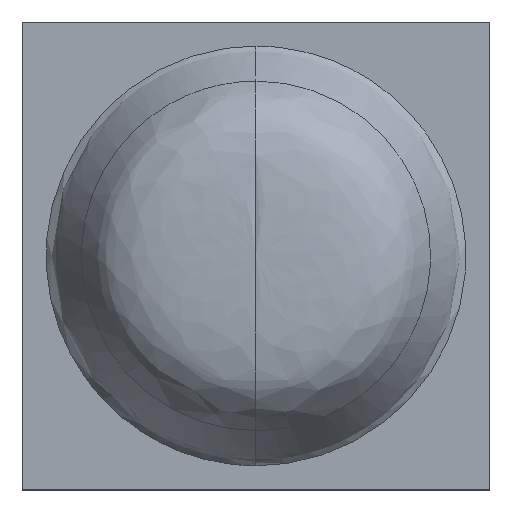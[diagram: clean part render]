
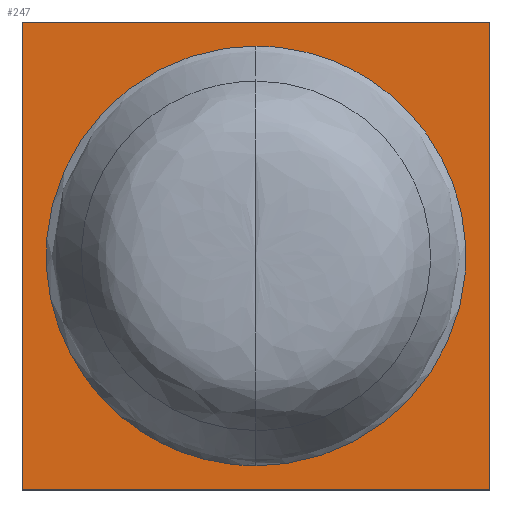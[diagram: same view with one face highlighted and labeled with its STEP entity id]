
A CAD part, top view. The second image highlights one B-rep face of the part: STEP entity #247.
In plain terms, the highlighted planar face has unit normal (0, 0, 1).
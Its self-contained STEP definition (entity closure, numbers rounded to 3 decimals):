
#41 = DIRECTION ( 'NONE',  ( 1., 0., 0. ) ) ;
#46 = CARTESIAN_POINT ( 'NONE',  ( -3.364, 1.682, 0. ) ) ;
#59 = CARTESIAN_POINT ( 'NONE',  ( -1.875, 1.875, 0. ) ) ;
#122 = LINE ( 'NONE', #806, #307 ) ;
#135 = EDGE_CURVE ( 'NONE', #623, #350, #160, .T. ) ;
#160 = LINE ( 'NONE', #781, #265 ) ;
#184 = VERTEX_POINT ( 'NONE', #647 ) ;
#191 = ORIENTED_EDGE ( 'NONE', *, *, #135, .F. ) ;
#192 = DIRECTION ( 'NONE',  ( -1., 0., 0. ) ) ;
#210 =( BOUNDED_CURVE ( )  B_SPLINE_CURVE ( 3, ( #721, #46, #598, #861 ),
 .UNSPECIFIED., .F., .F. ) 
 B_SPLINE_CURVE_WITH_KNOTS ( ( 4, 4 ),
 ( 0., 1. ),
 .UNSPECIFIED. ) 
 CURVE ( )  GEOMETRIC_REPRESENTATION_ITEM ( )  RATIONAL_B_SPLINE_CURVE ( ( 1.445, 0.482, 0.482, 1.445 ) ) 
 REPRESENTATION_ITEM ( '' )  );
#236 = EDGE_CURVE ( 'NONE', #716, #623, #692, .T. ) ;
#247 = ADVANCED_FACE ( 'NONE', ( #587, #601 ), #248, .F. ) ;
#248 = PLANE ( 'NONE',  #730 ) ;
#253 = VECTOR ( 'NONE', #378, 1000. ) ;
#265 = VECTOR ( 'NONE', #41, 1000. ) ;
#267 = ORIENTED_EDGE ( 'NONE', *, *, #236, .F. ) ;
#285 = CARTESIAN_POINT ( 'NONE',  ( 1.875, 1.875, 0. ) ) ;
#307 = VECTOR ( 'NONE', #192, 1000. ) ;
#324 = CARTESIAN_POINT ( 'NONE',  ( -1.875, 1.875, 0. ) ) ;
#339 = CARTESIAN_POINT ( 'NONE',  ( 3.364, 1.682, 0. ) ) ;
#342 = CARTESIAN_POINT ( 'NONE',  ( 0., 1.682, 0. ) ) ;
#350 = VERTEX_POINT ( 'NONE', #285 ) ;
#378 = DIRECTION ( 'NONE',  ( 0., -1., 0. ) ) ;
#405 = CARTESIAN_POINT ( 'NONE',  ( 0., -1.682, 0. ) ) ;
#415 = ORIENTED_EDGE ( 'NONE', *, *, #709, .F. ) ;
#443 = CARTESIAN_POINT ( 'NONE',  ( 1.875, 1.875, 0. ) ) ;
#488 = EDGE_CURVE ( 'NONE', #350, #717, #835, .T. ) ;
#493 = EDGE_LOOP ( 'NONE', ( #415, #577 ) ) ;
#531 = CARTESIAN_POINT ( 'NONE',  ( 1.875, -1.875, 0. ) ) ;
#540 = CARTESIAN_POINT ( 'NONE',  ( 1.875, -1.875, 0. ) ) ;
#546 = EDGE_LOOP ( 'NONE', ( #715, #687, #191, #267 ) ) ;
#577 = ORIENTED_EDGE ( 'NONE', *, *, #605, .F. ) ;
#587 = FACE_BOUND ( 'NONE', #493, .T. ) ;
#598 = CARTESIAN_POINT ( 'NONE',  ( -3.364, -1.682, 0. ) ) ;
#601 = FACE_OUTER_BOUND ( 'NONE', #546, .T. ) ;
#605 = EDGE_CURVE ( 'NONE', #184, #749, #210, .T. ) ;
#623 = VERTEX_POINT ( 'NONE', #324 ) ;
#647 = CARTESIAN_POINT ( 'NONE',  ( 0., 1.682, 0. ) ) ;
#654 = EDGE_CURVE ( 'NONE', #717, #716, #122, .T. ) ;
#656 = DIRECTION ( 'NONE',  ( 0., 1., 0. ) ) ;
#687 = ORIENTED_EDGE ( 'NONE', *, *, #488, .F. ) ;
#692 = LINE ( 'NONE', #59, #772 ) ;
#709 = EDGE_CURVE ( 'NONE', #749, #184, #752, .T. ) ;
#715 = ORIENTED_EDGE ( 'NONE', *, *, #654, .F. ) ;
#716 = VERTEX_POINT ( 'NONE', #751 ) ;
#717 = VERTEX_POINT ( 'NONE', #540 ) ;
#721 = CARTESIAN_POINT ( 'NONE',  ( 0., 1.682, 0. ) ) ;
#730 = AXIS2_PLACEMENT_3D ( 'NONE', #531, #795, #857 ) ;
#742 = CARTESIAN_POINT ( 'NONE',  ( 0., -1.682, 0. ) ) ;
#749 = VERTEX_POINT ( 'NONE', #742 ) ;
#750 = CARTESIAN_POINT ( 'NONE',  ( 3.364, -1.682, 0. ) ) ;
#751 = CARTESIAN_POINT ( 'NONE',  ( -1.875, -1.875, 0. ) ) ;
#752 =( BOUNDED_CURVE ( )  B_SPLINE_CURVE ( 3, ( #405, #750, #339, #342 ),
 .UNSPECIFIED., .F., .F. ) 
 B_SPLINE_CURVE_WITH_KNOTS ( ( 4, 4 ),
 ( 0., 1. ),
 .UNSPECIFIED. ) 
 CURVE ( )  GEOMETRIC_REPRESENTATION_ITEM ( )  RATIONAL_B_SPLINE_CURVE ( ( 1.445, 0.482, 0.482, 1.445 ) ) 
 REPRESENTATION_ITEM ( '' )  );
#772 = VECTOR ( 'NONE', #656, 1000. ) ;
#781 = CARTESIAN_POINT ( 'NONE',  ( -1.875, 1.875, 0. ) ) ;
#795 = DIRECTION ( 'NONE',  ( 0., 0., -1. ) ) ;
#806 = CARTESIAN_POINT ( 'NONE',  ( -1.875, -1.875, 0. ) ) ;
#835 = LINE ( 'NONE', #443, #253 ) ;
#857 = DIRECTION ( 'NONE',  ( -1., 0., 0. ) ) ;
#861 = CARTESIAN_POINT ( 'NONE',  ( 0., -1.682, 0. ) ) ;
